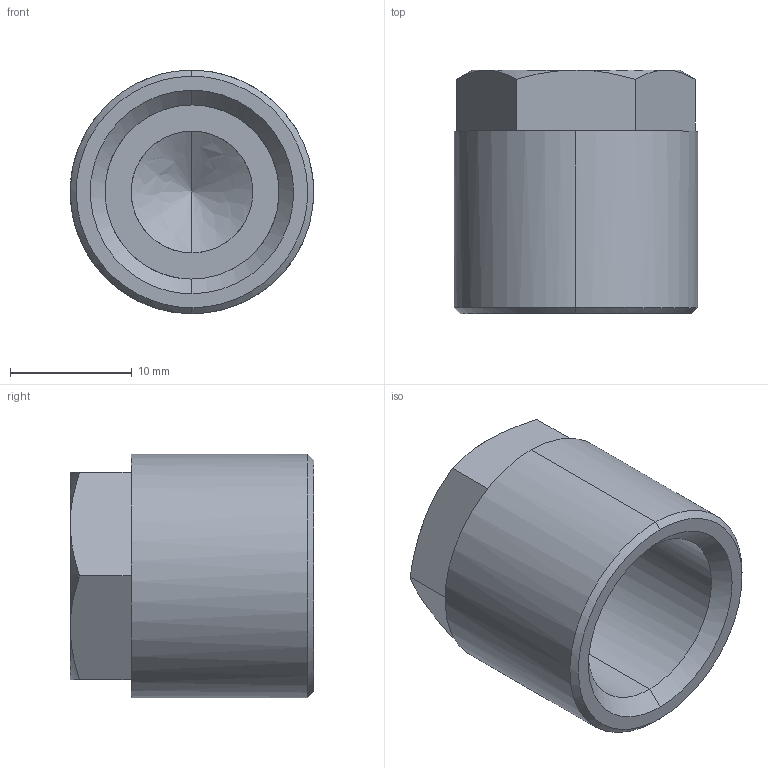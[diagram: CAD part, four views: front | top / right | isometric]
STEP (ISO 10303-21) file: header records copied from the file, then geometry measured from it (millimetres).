
FILE_DESCRIPTION (( 'STEP AP214' ), '1' );
FILE_NAME ('DRF.KAP03.STEP', '2018-09-05T07:36:54', ( '' ), ( '' ), 'SwSTEP 2.0', 'SolidWorks 2018', '' );
FILE_SCHEMA (( 'AUTOMOTIVE_DESIGN' ));
Length unit declared in the file: millimetre
Products named in the file (1): DRF.KAP03
Bounding box: 20 x 20 x 20 mm (x, y, z)
Volume: 3505.9 mm3; surface area: 2481.8 mm2
Topology: 1 solids, 1 shells, 28 faces, 60 edges, 35 vertices
Faces by surface type: bspline 28
Entity records: 1266 total; most frequent: CARTESIAN_POINT 867, ORIENTED_EDGE 116, EDGE_CURVE 58, B_SPLINE_CURVE_WITH_KNOTS 49, VERTEX_POINT 35, EDGE_LOOP 31, ADVANCED_FACE 28, FACE_OUTER_BOUND 28
